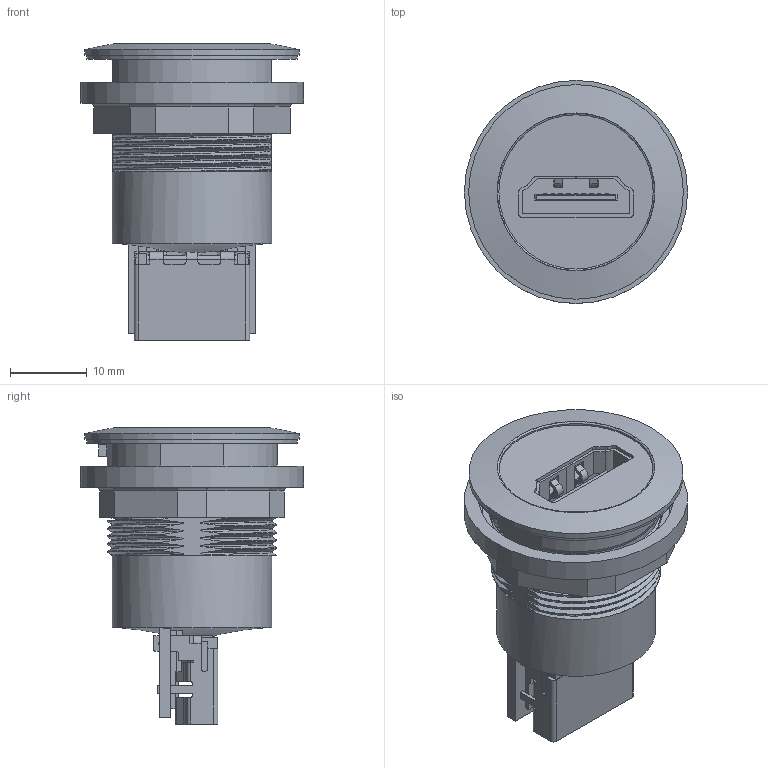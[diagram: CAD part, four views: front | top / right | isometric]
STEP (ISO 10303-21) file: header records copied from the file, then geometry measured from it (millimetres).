
FILE_DESCRIPTION(/* description */ (''),/* implementation_level */ '2;1');
FILE_NAME(/* name */ 'RRJ_HDMI_STB_ipt.stp',/* time_stamp */ '2016-03-08T07:06:47+01:00',/* author */ ('mharscher'),/* organization */ (''),/* preprocessor_version */ 'ST-DEVELOPER v15.2',/* originating_system */ 'Autodesk Inventor 2014',/* authorisation */ '');
FILE_SCHEMA (('CONFIG_CONTROL_DESIGN'));
Length unit declared in the file: centimetre
Products named in the file (1): RRJ_HDMI_STB_ipt
Bounding box: 29 x 29 x 38.5 mm (x, y, z)
Volume: 10393.1 mm3; surface area: 7052 mm2
Topology: 1 solids, 1 shells, 1577 faces, 4617 edges, 2952 vertices
Faces by surface type: plane 1053, cylinder 406, bspline 102, torus 12, cone 4
Full cylindrical faces by diameter (mm): 20.05 x1, 20.7 x1, 20.917 x1, 22.6 x1, 25.35 x1, 27.4 x1, 27.9 x1, 29 x1
Entity records: 58019 total; most frequent: CARTESIAN_POINT 16550, ORIENTED_EDGE 9184, DIRECTION 7947, EDGE_CURVE 4592, LINE 3413, VECTOR 3413, VERTEX_POINT 2945, AXIS2_PLACEMENT_3D 2267
